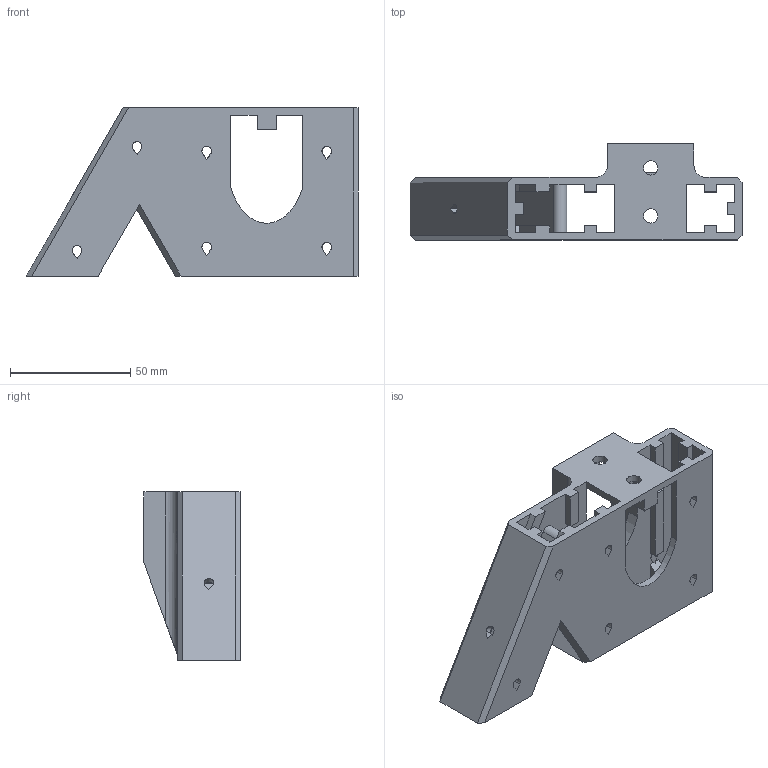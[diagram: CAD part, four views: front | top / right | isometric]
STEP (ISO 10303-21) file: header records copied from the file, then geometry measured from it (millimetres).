
FILE_DESCRIPTION(('FreeCAD Model'),'2;1');
FILE_NAME('UpperNode.step','2016-02-23T19:12:25',('Author'),(''), 'Open CASCADE STEP processor 6.8','FreeCAD','Unknown');
FILE_SCHEMA(('AUTOMOTIVE_DESIGN_CC2 { 1 2 10303 214 -1 1 5 4 }'));
Length unit declared in the file: millimetre
Products named in the file (2): ASSEMBLY; RUpperNode
Assembly tree (1 placements, depth 2):
  ASSEMBLY
    RUpperNode
Bounding box: 138.24 x 40 x 70 mm (x, y, z)
Volume: 73722.3 mm3; surface area: 46535.2 mm2
Topology: 1 solids, 1 shells, 203 faces, 653 edges, 440 vertices
Faces by surface type: plane 178, cylinder 23, extrusion 2
Full cylindrical faces by diameter (mm): 6 x2
Entity records: 17442 total; most frequent: CARTESIAN_POINT 5476, DIRECTION 1852, VECTOR 1311, LINE 1309, ORIENTED_EDGE 1306, PCURVE 1306, DEFINITIONAL_REPRESENTATION 1306, EDGE_CURVE 653
